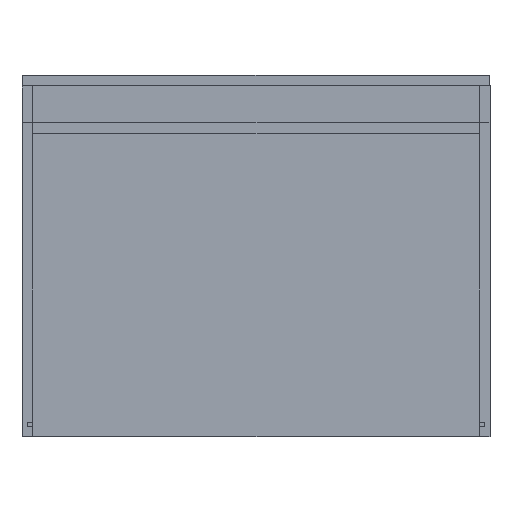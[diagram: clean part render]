
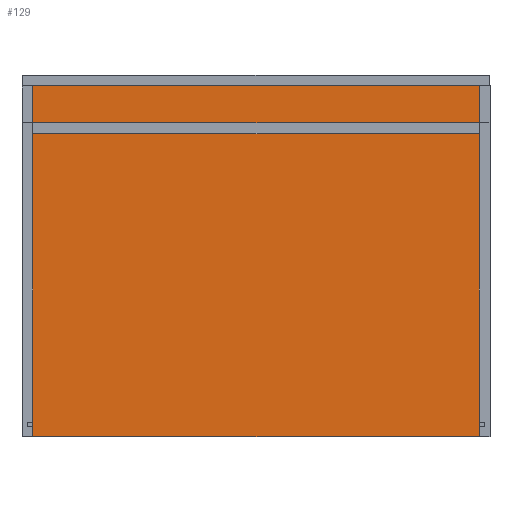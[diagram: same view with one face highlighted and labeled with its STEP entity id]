
A CAD part, front view. The second image highlights one B-rep face of the part: STEP entity #129.
In plain terms, the highlighted free-form (B-spline) face has degree [1, 1] with [2, 2] control points.
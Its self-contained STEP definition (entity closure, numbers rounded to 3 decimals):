
#21 = EDGE_CURVE('',#22,#24,#26,.T.);
#22 = VERTEX_POINT('',#23);
#23 = CARTESIAN_POINT('',(369.443,96.903,0.));
#24 = VERTEX_POINT('',#25);
#25 = CARTESIAN_POINT('',(-369.443,96.903,0.));
#26 = B_SPLINE_CURVE_WITH_KNOTS('',1,(#27,#28),.UNSPECIFIED.,.F.,.F.,(2,
    2),(-774.7,0.),.PIECEWISE_BEZIER_KNOTS.);
#27 = CARTESIAN_POINT('',(369.443,96.903,0.));
#28 = CARTESIAN_POINT('',(-369.443,96.903,0.));
#57 = EDGE_CURVE('',#24,#58,#60,.T.);
#58 = VERTEX_POINT('',#59);
#59 = CARTESIAN_POINT('',(-369.443,96.903,
    581.418));
#60 = B_SPLINE_CURVE_WITH_KNOTS('',1,(#61,#62),.UNSPECIFIED.,.F.,.F.,(2,
    2),(-609.6,0.),.PIECEWISE_BEZIER_KNOTS.);
#61 = CARTESIAN_POINT('',(-369.443,96.903,0.));
#62 = CARTESIAN_POINT('',(-369.443,96.903,
    581.418));
#85 = EDGE_CURVE('',#58,#86,#88,.T.);
#86 = VERTEX_POINT('',#87);
#87 = CARTESIAN_POINT('',(369.443,96.903,
    581.418));
#88 = B_SPLINE_CURVE_WITH_KNOTS('',1,(#89,#90),.UNSPECIFIED.,.F.,.F.,(2,
    2),(-774.7,0.),.PIECEWISE_BEZIER_KNOTS.);
#89 = CARTESIAN_POINT('',(-369.443,96.903,
    581.418));
#90 = CARTESIAN_POINT('',(369.443,96.903,
    581.418));
#113 = EDGE_CURVE('',#86,#22,#114,.T.);
#114 = B_SPLINE_CURVE_WITH_KNOTS('',1,(#115,#116),.UNSPECIFIED.,.F.,.F.,
  (2,2),(-609.6,0.),.PIECEWISE_BEZIER_KNOTS.);
#115 = CARTESIAN_POINT('',(369.443,96.903,
    581.418));
#116 = CARTESIAN_POINT('',(369.443,96.903,0.));
#129 = ADVANCED_FACE('',(#130),#136,.T.);
#130 = FACE_BOUND('',#131,.T.);
#131 = EDGE_LOOP('',(#132,#133,#134,#135));
#132 = ORIENTED_EDGE('',*,*,#21,.F.);
#133 = ORIENTED_EDGE('',*,*,#113,.F.);
#134 = ORIENTED_EDGE('',*,*,#85,.F.);
#135 = ORIENTED_EDGE('',*,*,#57,.F.);
#136 = B_SPLINE_SURFACE_WITH_KNOTS('',1,1,(
    (#137,#138)
    ,(#139,#140
  )),.UNSPECIFIED.,.F.,.F.,.F.,(2,2),(2,2),(-387.35,387.35),(-304.8,
    304.8),.PIECEWISE_BEZIER_KNOTS.);
#137 = CARTESIAN_POINT('',(369.443,96.903,
    581.418));
#138 = CARTESIAN_POINT('',(369.443,96.903,0.));
#139 = CARTESIAN_POINT('',(-369.443,96.903,
    581.418));
#140 = CARTESIAN_POINT('',(-369.443,96.903,0.));
